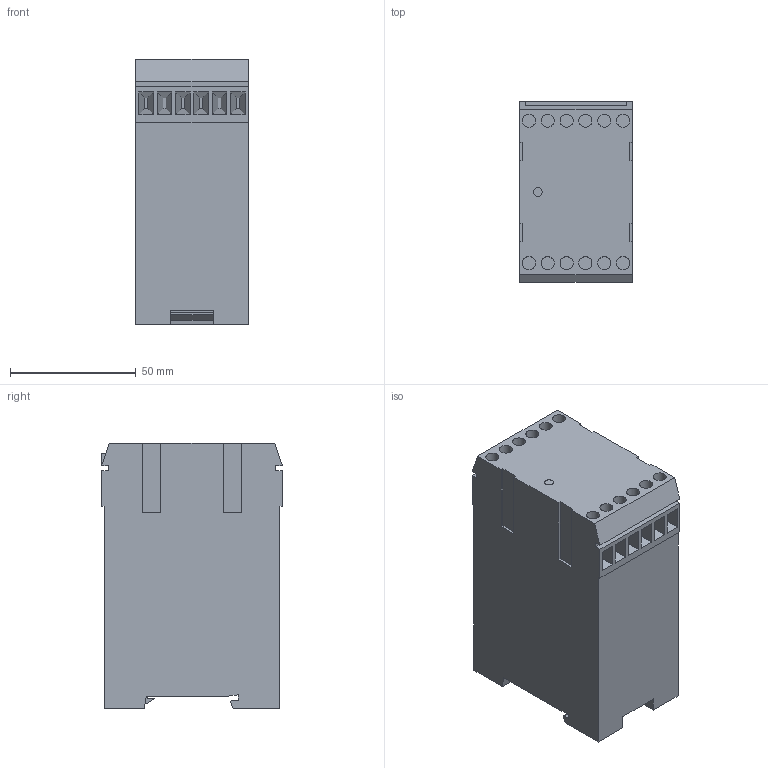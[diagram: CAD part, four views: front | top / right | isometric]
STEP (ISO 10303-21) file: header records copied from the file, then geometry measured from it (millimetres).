
FILE_DESCRIPTION(/* description */ ('Alibre Inc.'),/* implementation_level */ '2;1');
FILE_NAME(/* name */ 'export0',/* time_stamp */ '2015-07-09T11:36:08+02:00',/* author */ (''),/* organization */ (''),/* preprocessor_version */ 'ST-DEVELOPER v14',/* originating_system */ 'Alibre',/* authorisation */ '');
FILE_SCHEMA (('AUTOMOTIVE_DESIGN'));
Length unit declared in the file: centimetre
Bounding box: 45 x 72 x 105.7 mm (x, y, z)
Volume: 316445.2 mm3; surface area: 36286.1 mm2
Topology: 2 solids, 2 shells, 162 faces, 390 edges, 258 vertices
Faces by surface type: plane 148, cylinder 14
Full cylindrical faces by diameter (mm): 3.5 x2, 5.2 x12
Entity records: 4361 total; most frequent: CARTESIAN_POINT 769, ORIENTED_EDGE 752, DIRECTION 557, EDGE_CURVE 376, VECTOR 327, LINE 327, VERTEX_POINT 258, EDGE_LOOP 202
